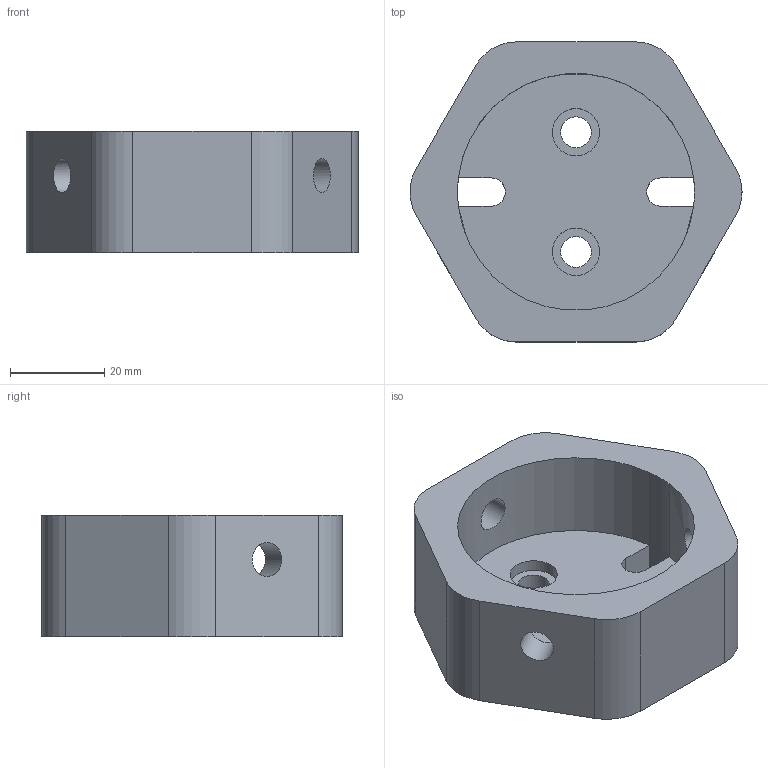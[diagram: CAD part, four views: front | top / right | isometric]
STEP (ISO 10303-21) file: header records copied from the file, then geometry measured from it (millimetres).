
FILE_DESCRIPTION(('FreeCAD Model'),'2;1');
FILE_NAME('Open CASCADE Shape Model','2024-10-14T19:49:08',('Author'),( ''),'Open CASCADE STEP processor 7.6','FreeCAD','Unknown');
FILE_SCHEMA(('AUTOMOTIVE_DESIGN { 1 0 10303 214 1 1 1 1 }'));
Length unit declared in the file: millimetre
Products named in the file (1): SideEdgeFillet
Bounding box: 70.5 x 63.73 x 25.9 mm (x, y, z)
Volume: 50383.4 mm3; surface area: 16119.6 mm2
Topology: 1 solids, 1 shells, 37 faces, 94 edges, 60 vertices
Faces by surface type: cylinder 22, plane 15
Full cylindrical faces by diameter (mm): 6.553 x2, 7.226 x3, 10.025 x2
Entity records: 1350 total; most frequent: CARTESIAN_POINT 375, DIRECTION 206, ORIENTED_EDGE 188, EDGE_CURVE 94, AXIS2_PLACEMENT_3D 77, VERTEX_POINT 60, FACE_BOUND 52, EDGE_LOOP 52
